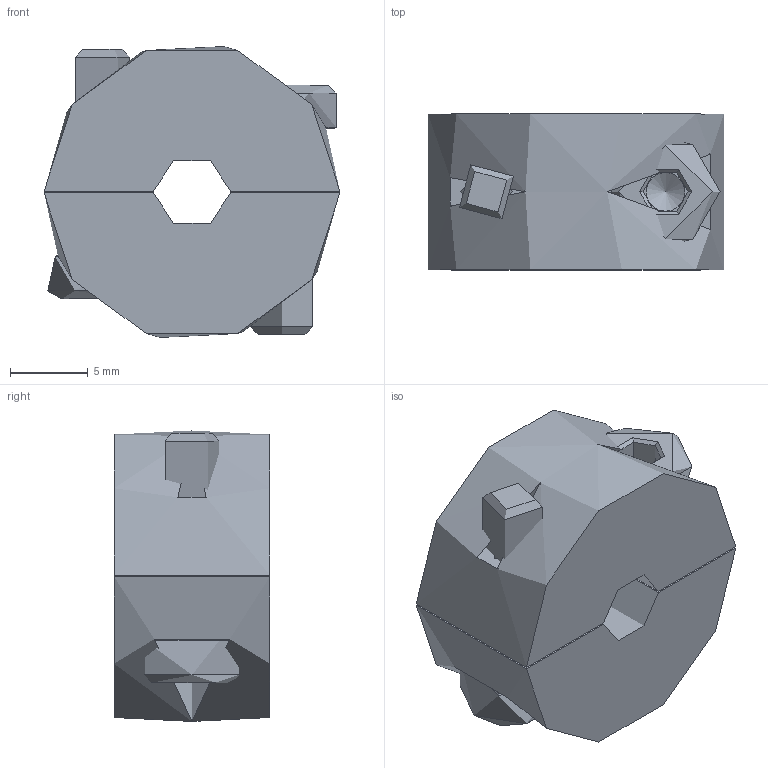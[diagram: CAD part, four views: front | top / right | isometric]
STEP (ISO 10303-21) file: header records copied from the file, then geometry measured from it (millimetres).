
FILE_DESCRIPTION (( 'STEP AP203' ), '1' );
FILE_NAME ('100072005.step', '2021-10-12T11:37:49', ( '' ), ( '' ), 'SwSTEP 2.0', 'SolidWorks 2018', '' );
FILE_SCHEMA (( 'CONFIG_CONTROL_DESIGN' ));
Length unit declared in the file: millimetre
Products named in the file (9): 100072005; DIN 7984_DIN 7984 M4x16; DIN 7984; 10007200X Teil1_100072005 Teil1; 10007200X Teil1
Assembly tree (7 placements, depth 2):
  100072005
    DIN 7984
    DIN 7984
    10007200X Teil1
  100072005
    10007200X Teil1_100072005 Teil1
    10007200X Teil1_100072005 Teil1
    DIN 7984_DIN 7984 M4x16  x2
  10007200X Teil1
Bounding box: 19 x 10 x 18.67 mm (x, y, z)
Volume: 2599.6 mm3; surface area: 2466.4 mm2
Topology: 4 solids, 4 shells, 335 faces, 856 edges, 564 vertices
Faces by surface type: plane 180, bspline 127, cylinder 16, cone 6, torus 6
Full cylindrical faces by diameter (mm): 3.3 x2, 4 x2, 4.3 x2, 7 x2
Entity records: 18911 total; most frequent: CARTESIAN_POINT 11392, ORIENTED_EDGE 1554, DIRECTION 941, EDGE_CURVE 777, VERTEX_POINT 520, LINE 483, VECTOR 483, EDGE_LOOP 359
